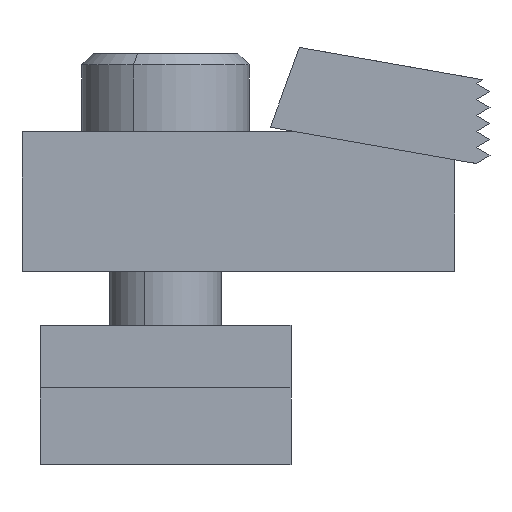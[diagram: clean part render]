
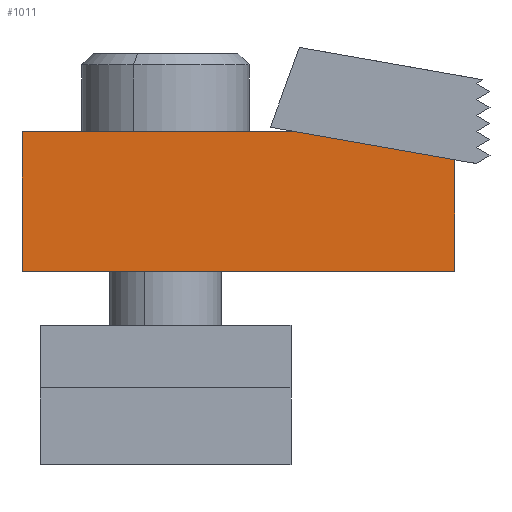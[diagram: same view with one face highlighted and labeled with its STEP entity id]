
A CAD part, left-side view. The second image highlights one B-rep face of the part: STEP entity #1011.
In plain terms, the highlighted planar face has unit normal (-1, 0, 0).
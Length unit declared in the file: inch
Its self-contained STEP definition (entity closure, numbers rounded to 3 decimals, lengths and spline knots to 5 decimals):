
#887 = VERTEX_POINT ( 'NONE', #2712 ) ;
#901 = EDGE_CURVE ( 'NONE', #1021, #902, #2690, .T. ) ;
#902 = VERTEX_POINT ( 'NONE', #2701 ) ;
#944 = EDGE_LOOP ( 'NONE', ( #995, #1014, #992, #993, #1009 ) ) ;
#960 = EDGE_CURVE ( 'NONE', #1017, #1022, #2736, .T. ) ;
#992 = ORIENTED_EDGE ( 'NONE', *, *, #1033, .F. ) ;
#993 = ORIENTED_EDGE ( 'NONE', *, *, #901, .F. ) ;
#995 = ORIENTED_EDGE ( 'NONE', *, *, #960, .F. ) ;
#1009 = ORIENTED_EDGE ( 'NONE', *, *, #1070, .F. ) ;
#1011 = ADVANCED_FACE ( 'NONE', ( #2801 ), #2800, .T. ) ;
#1014 = ORIENTED_EDGE ( 'NONE', *, *, #1016, .F. ) ;
#1016 = EDGE_CURVE ( 'NONE', #887, #1017, #2818, .T. ) ;
#1017 = VERTEX_POINT ( 'NONE', #2853 ) ;
#1021 = VERTEX_POINT ( 'NONE', #2873 ) ;
#1022 = VERTEX_POINT ( 'NONE', #2876 ) ;
#1033 = EDGE_CURVE ( 'NONE', #902, #887, #2881, .T. ) ;
#1070 = EDGE_CURVE ( 'NONE', #1022, #1021, #2919, .T. ) ;
#2690 = LINE ( 'NONE', #2705, #2704 ) ;
#2701 = CARTESIAN_POINT ( 'NONE',  ( -0.5625, -1.94, -0.125 ) ) ;
#2703 = DIRECTION ( 'NONE',  ( 0., -0.985, -0.174 ) ) ;
#2704 = VECTOR ( 'NONE', #2703, 39.37008 ) ;
#2705 = CARTESIAN_POINT ( 'NONE',  ( -0.5625, -1.23109, 0. ) ) ;
#2712 = CARTESIAN_POINT ( 'NONE',  ( -0.5625, -1.94, -0.625 ) ) ;
#2736 = LINE ( 'NONE', #2743, #2742 ) ;
#2742 = VECTOR ( 'NONE', #2745, 39.37008 ) ;
#2743 = CARTESIAN_POINT ( 'NONE',  ( -0.5625, 0., -0.625 ) ) ;
#2745 = DIRECTION ( 'NONE',  ( 0., 0., 1. ) ) ;
#2766 = DIRECTION ( 'NONE',  ( 0., 0., 1. ) ) ;
#2767 = DIRECTION ( 'NONE',  ( -1., 0., 0. ) ) ;
#2800 = PLANE ( 'NONE',  #2803 ) ;
#2801 = FACE_OUTER_BOUND ( 'NONE', #944, .T. ) ;
#2802 = CARTESIAN_POINT ( 'NONE',  ( -0.5625, 0., -0.625 ) ) ;
#2803 = AXIS2_PLACEMENT_3D ( 'NONE', #2802, #2767, #2766 ) ;
#2815 = DIRECTION ( 'NONE',  ( 0., 1., 0. ) ) ;
#2816 = VECTOR ( 'NONE', #2815, 39.37008 ) ;
#2817 = CARTESIAN_POINT ( 'NONE',  ( -0.5625, -1.94, -0.625 ) ) ;
#2818 = LINE ( 'NONE', #2817, #2816 ) ;
#2853 = CARTESIAN_POINT ( 'NONE',  ( -0.5625, 0., -0.625 ) ) ;
#2873 = CARTESIAN_POINT ( 'NONE',  ( -0.5625, -1.23109, 0. ) ) ;
#2876 = CARTESIAN_POINT ( 'NONE',  ( -0.5625, 0., 0. ) ) ;
#2878 = DIRECTION ( 'NONE',  ( 0., 0., -1. ) ) ;
#2879 = VECTOR ( 'NONE', #2878, 39.37008 ) ;
#2880 = CARTESIAN_POINT ( 'NONE',  ( -0.5625, -1.94, -0.125 ) ) ;
#2881 = LINE ( 'NONE', #2880, #2879 ) ;
#2915 = DIRECTION ( 'NONE',  ( 0., -1., 0. ) ) ;
#2916 = VECTOR ( 'NONE', #2915, 39.37008 ) ;
#2917 = CARTESIAN_POINT ( 'NONE',  ( -0.5625, 0., 0. ) ) ;
#2919 = LINE ( 'NONE', #2917, #2916 ) ;
